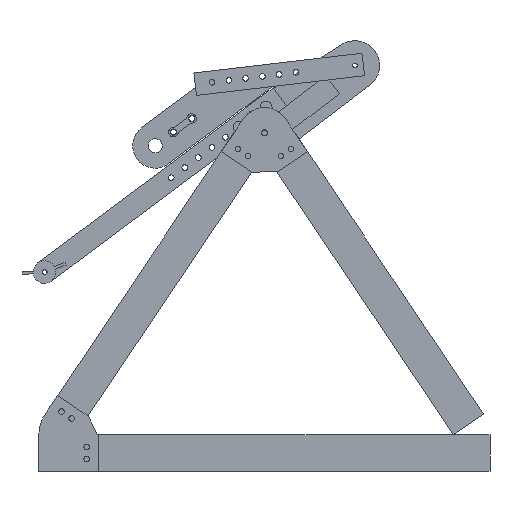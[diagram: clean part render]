
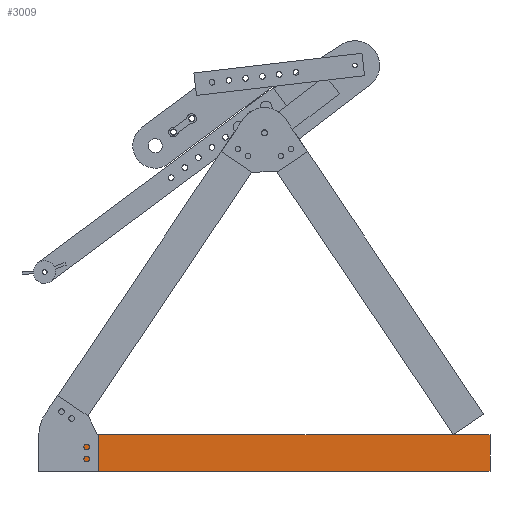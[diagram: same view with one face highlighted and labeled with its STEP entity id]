
A CAD part, front view. The second image highlights one B-rep face of the part: STEP entity #3009.
In plain terms, the highlighted planar face has unit normal (0, -1, 0).
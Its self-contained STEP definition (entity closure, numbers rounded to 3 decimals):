
#300=PLANE('',#3436);
#462=FACE_OUTER_BOUND('',#709,.T.);
#709=EDGE_LOOP('',(#2593,#2594,#2595,#2596,#2597,#2598));
#940=LINE('',#5033,#1193);
#941=LINE('',#5035,#1194);
#942=LINE('',#5037,#1195);
#943=LINE('',#5039,#1196);
#944=LINE('',#5041,#1197);
#945=LINE('',#5042,#1198);
#1193=VECTOR('',#4179,10.);
#1194=VECTOR('',#4180,10.);
#1195=VECTOR('',#4181,10.);
#1196=VECTOR('',#4182,10.);
#1197=VECTOR('',#4183,10.);
#1198=VECTOR('',#4184,10.);
#1593=VERTEX_POINT('',#5031);
#1594=VERTEX_POINT('',#5032);
#1595=VERTEX_POINT('',#5034);
#1596=VERTEX_POINT('',#5036);
#1597=VERTEX_POINT('',#5038);
#1598=VERTEX_POINT('',#5040);
#1939=EDGE_CURVE('',#1593,#1594,#940,.T.);
#1940=EDGE_CURVE('',#1594,#1595,#941,.T.);
#1941=EDGE_CURVE('',#1595,#1596,#942,.T.);
#1942=EDGE_CURVE('',#1596,#1597,#943,.T.);
#1943=EDGE_CURVE('',#1597,#1598,#944,.T.);
#1944=EDGE_CURVE('',#1598,#1593,#945,.T.);
#2593=ORIENTED_EDGE('',*,*,#1939,.T.);
#2594=ORIENTED_EDGE('',*,*,#1940,.T.);
#2595=ORIENTED_EDGE('',*,*,#1941,.T.);
#2596=ORIENTED_EDGE('',*,*,#1942,.T.);
#2597=ORIENTED_EDGE('',*,*,#1943,.T.);
#2598=ORIENTED_EDGE('',*,*,#1944,.T.);
#3009=ADVANCED_FACE('',(#462),#300,.F.);
#3436=AXIS2_PLACEMENT_3D('',#5030,#4177,#4178);
#4177=DIRECTION('center_axis',(0.,1.,0.));
#4178=DIRECTION('ref_axis',(1.,0.,0.));
#4179=DIRECTION('',(-1.,0.,0.));
#4180=DIRECTION('',(-1.,0.,0.));
#4181=DIRECTION('',(-1.,0.,0.));
#4182=DIRECTION('',(0.,0.,-1.));
#4183=DIRECTION('',(1.,0.,0.));
#4184=DIRECTION('',(0.,0.,1.));
#5030=CARTESIAN_POINT('Origin',(400.,0.,32.5));
#5031=CARTESIAN_POINT('',(800.,0.,65.));
#5032=CARTESIAN_POINT('',(735.,0.,65.));
#5033=CARTESIAN_POINT('',(800.,0.,65.));
#5034=CARTESIAN_POINT('',(65.,0.,65.));
#5035=CARTESIAN_POINT('',(800.,0.,65.));
#5036=CARTESIAN_POINT('',(0.,0.,65.));
#5037=CARTESIAN_POINT('',(800.,0.,65.));
#5038=CARTESIAN_POINT('',(0.,0.,0.));
#5039=CARTESIAN_POINT('',(0.,0.,65.));
#5040=CARTESIAN_POINT('',(800.,0.,0.));
#5041=CARTESIAN_POINT('',(0.,0.,0.));
#5042=CARTESIAN_POINT('',(800.,0.,0.));
